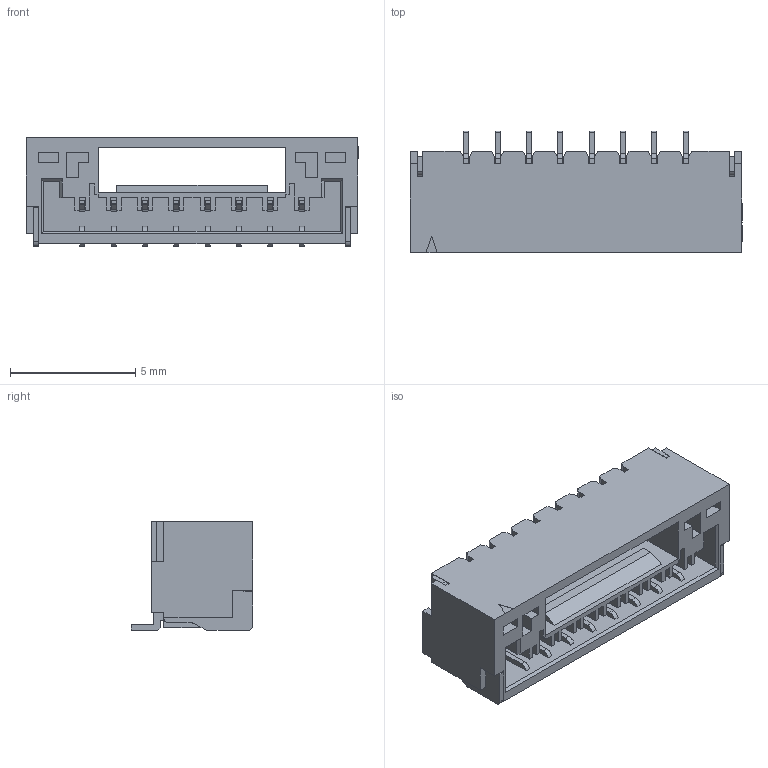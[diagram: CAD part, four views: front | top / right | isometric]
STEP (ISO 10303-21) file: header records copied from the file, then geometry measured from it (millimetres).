
FILE_DESCRIPTION (( 'STEP AP214' ), '1' );
FILE_NAME ('CONN-SMD_SM08B-GHS-TB-LF-SN.step', '2022-08-01T08:53:18', ( '' ), ( '' ), 'SwSTEP 2.0', 'SolidWorks 2020', '' );
FILE_SCHEMA (( 'AUTOMOTIVE_DESIGN' ));
Length unit declared in the file: millimetre
Products named in the file (1): CONN-SMD_SM08B-GHS-TB-LF-SN
Bounding box: 13.25 x 4.85 x 4.35 mm (x, y, z)
Volume: 106.2 mm3; surface area: 676.5 mm2
Topology: 16 solids, 16 shells, 830 faces, 2336 edges, 1554 vertices
Faces by surface type: plane 630, bspline 112, cylinder 88
Entity records: 36570 total; most frequent: CARTESIAN_POINT 6437, ORIENTED_EDGE 4672, DIRECTION 3679, EDGE_CURVE 2336, VECTOR 1889, LINE 1889, VERTEX_POINT 1554, AXIS2_PLACEMENT_3D 895
